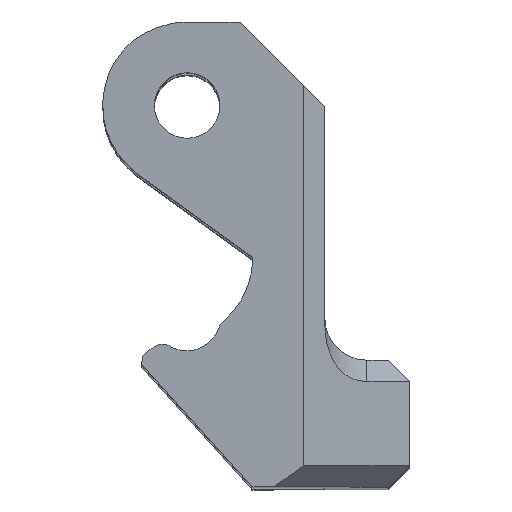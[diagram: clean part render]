
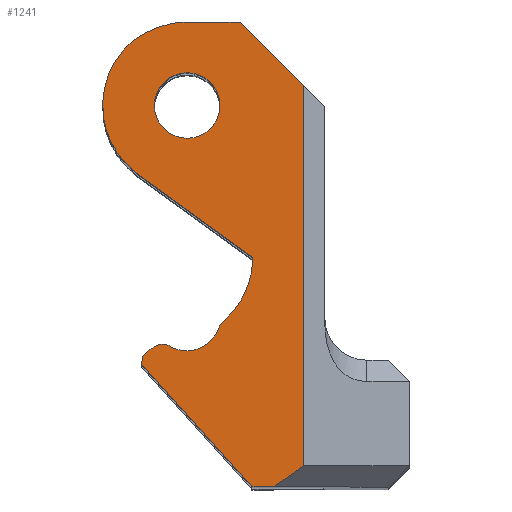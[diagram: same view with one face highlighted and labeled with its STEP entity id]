
A CAD part, top view. The second image highlights one B-rep face of the part: STEP entity #1241.
In plain terms, the highlighted planar face has unit normal (0, 0, 1).
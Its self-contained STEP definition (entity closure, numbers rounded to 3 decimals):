
#17=FACE_BOUND('',#208,.T.);
#21=CIRCLE('',#1328,4.);
#22=CIRCLE('',#1329,4.);
#23=CIRCLE('',#1330,0.8);
#24=CIRCLE('',#1331,1.6);
#25=CIRCLE('',#1332,0.8);
#26=CIRCLE('',#1333,1.55);
#49=ELLIPSE('',#1327,9.007,5.933);
#85=PLANE('',#1326);
#139=FACE_OUTER_BOUND('',#207,.T.);
#207=EDGE_LOOP('',(#981,#982,#983,#984,#985,#986,#987,#988,#989,#990,#991,
#992,#993,#994,#995,#996));
#208=EDGE_LOOP('',(#997));
#294=LINE('',#2142,#424);
#331=LINE('',#2246,#461);
#333=LINE('',#2249,#463);
#334=LINE('',#2251,#464);
#335=LINE('',#2257,#465);
#336=LINE('',#2265,#466);
#337=LINE('',#2269,#467);
#338=LINE('',#2271,#468);
#339=LINE('',#2273,#469);
#340=LINE('',#2274,#470);
#424=VECTOR('',#1423,10.);
#461=VECTOR('',#1500,10.);
#463=VECTOR('',#1504,10.);
#464=VECTOR('',#1505,10.);
#465=VECTOR('',#1510,10.);
#466=VECTOR('',#1517,10.);
#467=VECTOR('',#1520,10.);
#468=VECTOR('',#1521,10.);
#469=VECTOR('',#1522,10.);
#470=VECTOR('',#1523,10.);
#561=VERTEX_POINT('',#2139);
#562=VERTEX_POINT('',#2141);
#588=VERTEX_POINT('',#2243);
#589=VERTEX_POINT('',#2245);
#590=VERTEX_POINT('',#2250);
#591=VERTEX_POINT('',#2252);
#592=VERTEX_POINT('',#2254);
#593=VERTEX_POINT('',#2256);
#594=VERTEX_POINT('',#2258);
#595=VERTEX_POINT('',#2260);
#596=VERTEX_POINT('',#2262);
#597=VERTEX_POINT('',#2264);
#598=VERTEX_POINT('',#2266);
#599=VERTEX_POINT('',#2268);
#600=VERTEX_POINT('',#2270);
#601=VERTEX_POINT('',#2272);
#602=VERTEX_POINT('',#2275);
#692=EDGE_CURVE('',#562,#561,#294,.T.);
#735=EDGE_CURVE('',#588,#589,#331,.T.);
#737=EDGE_CURVE('',#562,#588,#333,.T.);
#738=EDGE_CURVE('',#561,#590,#334,.T.);
#739=EDGE_CURVE('',#590,#591,#49,.T.);
#740=EDGE_CURVE('',#591,#592,#21,.T.);
#741=EDGE_CURVE('',#592,#593,#335,.T.);
#742=EDGE_CURVE('',#593,#594,#22,.T.);
#743=EDGE_CURVE('',#594,#595,#23,.T.);
#744=EDGE_CURVE('',#595,#596,#24,.T.);
#745=EDGE_CURVE('',#596,#597,#336,.T.);
#746=EDGE_CURVE('',#597,#598,#25,.T.);
#747=EDGE_CURVE('',#598,#599,#337,.T.);
#748=EDGE_CURVE('',#599,#600,#338,.T.);
#749=EDGE_CURVE('',#600,#601,#339,.T.);
#750=EDGE_CURVE('',#601,#589,#340,.T.);
#751=EDGE_CURVE('',#602,#602,#26,.T.);
#981=ORIENTED_EDGE('',*,*,#735,.F.);
#982=ORIENTED_EDGE('',*,*,#737,.F.);
#983=ORIENTED_EDGE('',*,*,#692,.T.);
#984=ORIENTED_EDGE('',*,*,#738,.T.);
#985=ORIENTED_EDGE('',*,*,#739,.T.);
#986=ORIENTED_EDGE('',*,*,#740,.T.);
#987=ORIENTED_EDGE('',*,*,#741,.T.);
#988=ORIENTED_EDGE('',*,*,#742,.T.);
#989=ORIENTED_EDGE('',*,*,#743,.T.);
#990=ORIENTED_EDGE('',*,*,#744,.T.);
#991=ORIENTED_EDGE('',*,*,#745,.T.);
#992=ORIENTED_EDGE('',*,*,#746,.T.);
#993=ORIENTED_EDGE('',*,*,#747,.T.);
#994=ORIENTED_EDGE('',*,*,#748,.T.);
#995=ORIENTED_EDGE('',*,*,#749,.T.);
#996=ORIENTED_EDGE('',*,*,#750,.T.);
#997=ORIENTED_EDGE('',*,*,#751,.T.);
#1241=ADVANCED_FACE('',(#139,#17),#85,.T.);
#1326=AXIS2_PLACEMENT_3D('',#2248,#1502,#1503);
#1327=AXIS2_PLACEMENT_3D('',#2253,#1506,#1507);
#1328=AXIS2_PLACEMENT_3D('',#2255,#1508,#1509);
#1329=AXIS2_PLACEMENT_3D('',#2259,#1511,#1512);
#1330=AXIS2_PLACEMENT_3D('',#2261,#1513,#1514);
#1331=AXIS2_PLACEMENT_3D('',#2263,#1515,#1516);
#1332=AXIS2_PLACEMENT_3D('',#2267,#1518,#1519);
#1333=AXIS2_PLACEMENT_3D('',#2276,#1524,#1525);
#1423=DIRECTION('',(-0.707,0.707,0.));
#1500=DIRECTION('',(-0.816,-0.577,0.));
#1502=DIRECTION('center_axis',(0.,0.,1.));
#1503=DIRECTION('ref_axis',(1.,0.,0.));
#1504=DIRECTION('',(0.,-1.,0.));
#1505=DIRECTION('',(-1.,0.,0.));
#1506=DIRECTION('center_axis',(0.,0.,1.));
#1507=DIRECTION('ref_axis',(0.,1.,0.));
#1508=DIRECTION('center_axis',(0.,0.,1.));
#1509=DIRECTION('ref_axis',(-0.651,0.759,0.));
#1510=DIRECTION('',(0.81,-0.586,0.));
#1511=DIRECTION('center_axis',(0.,0.,-1.));
#1512=DIRECTION('ref_axis',(-0.651,0.759,0.));
#1513=DIRECTION('center_axis',(0.,0.,1.));
#1514=DIRECTION('ref_axis',(-0.651,0.759,0.));
#1515=DIRECTION('center_axis',(0.,0.,-1.));
#1516=DIRECTION('ref_axis',(0.593,0.805,0.));
#1517=DIRECTION('',(-1.,0.02,0.));
#1518=DIRECTION('center_axis',(0.,0.,1.));
#1519=DIRECTION('ref_axis',(0.02,1.,0.));
#1520=DIRECTION('',(-0.772,-0.636,0.));
#1521=DIRECTION('',(-0.057,-0.998,0.));
#1522=DIRECTION('',(0.67,-0.742,0.));
#1523=DIRECTION('',(1.,0.,0.));
#1524=DIRECTION('center_axis',(0.,0.,-1.));
#1525=DIRECTION('ref_axis',(-1.,0.,0.));
#2139=CARTESIAN_POINT('',(0.761,14.733,0.));
#2141=CARTESIAN_POINT('',(3.761,11.733,0.));
#2142=CARTESIAN_POINT('',(4.761,10.733,0.));
#2243=CARTESIAN_POINT('',(3.761,-6.267,0.));
#2245=CARTESIAN_POINT('',(2.346,-7.267,0.));
#2246=CARTESIAN_POINT('',(5.881,-4.768,0.));
#2248=CARTESIAN_POINT('Origin',(1.507,3.733,0.));
#2249=CARTESIAN_POINT('',(3.761,0.733,0.));
#2250=CARTESIAN_POINT('',(-1.746,14.733,0.));
#2251=CARTESIAN_POINT('',(0.761,14.733,0.));
#2252=CARTESIAN_POINT('',(-4.35,13.819,0.));
#2253=CARTESIAN_POINT('Origin',(-1.746,5.726,0.));
#2254=CARTESIAN_POINT('',(-4.092,7.543,0.));
#2255=CARTESIAN_POINT('Origin',(-1.746,10.783,0.));
#2256=CARTESIAN_POINT('',(1.363,3.593,0.));
#2257=CARTESIAN_POINT('',(-4.092,7.543,0.));
#2258=CARTESIAN_POINT('',(-0.033,0.573,0.));
#2259=CARTESIAN_POINT('Origin',(-2.637,3.61,0.));
#2260=CARTESIAN_POINT('',(-0.266,0.234,0.));
#2261=CARTESIAN_POINT('Origin',(0.487,-0.034,0.));
#2262=CARTESIAN_POINT('',(-2.723,-0.519,0.));
#2263=CARTESIAN_POINT('Origin',(-1.774,0.77,0.));
#2264=CARTESIAN_POINT('',(-2.882,-0.516,0.));
#2265=CARTESIAN_POINT('',(-2.723,-0.519,0.));
#2266=CARTESIAN_POINT('',(-3.406,-0.698,0.));
#2267=CARTESIAN_POINT('Origin',(-2.898,-1.316,0.));
#2268=CARTESIAN_POINT('',(-3.874,-1.083,0.));
#2269=CARTESIAN_POINT('',(-3.406,-0.698,0.));
#2270=CARTESIAN_POINT('',(-3.897,-1.49,0.));
#2271=CARTESIAN_POINT('',(-3.874,-1.083,0.));
#2272=CARTESIAN_POINT('',(1.317,-7.267,0.));
#2273=CARTESIAN_POINT('',(-3.897,-1.49,0.));
#2274=CARTESIAN_POINT('',(1.317,-7.267,0.));
#2275=CARTESIAN_POINT('',(-0.196,10.783,0.));
#2276=CARTESIAN_POINT('Origin',(-1.746,10.783,0.));
